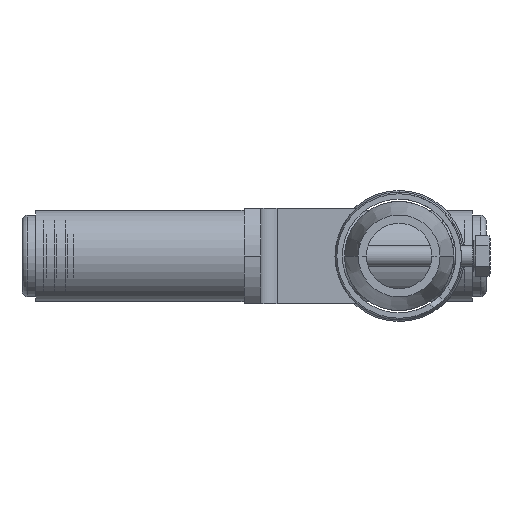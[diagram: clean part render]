
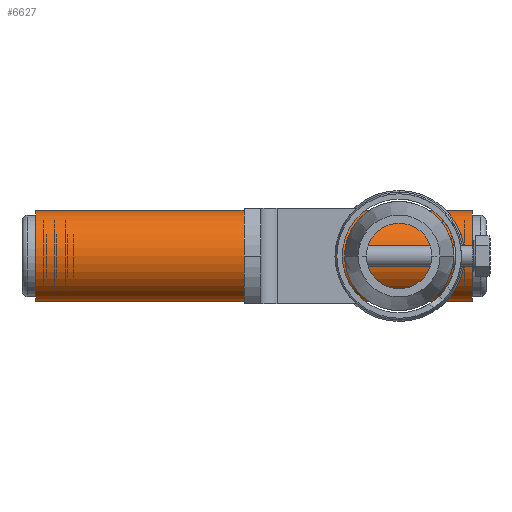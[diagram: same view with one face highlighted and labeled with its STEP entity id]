
A CAD part, front view. The second image highlights one B-rep face of the part: STEP entity #6627.
In plain terms, the highlighted cylindrical face has radius 16.85 mm (diameter 33.7 mm), a partial arc.
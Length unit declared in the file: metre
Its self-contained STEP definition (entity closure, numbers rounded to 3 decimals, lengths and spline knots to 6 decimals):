
#584 = CARTESIAN_POINT ( 'NONE',  ( -0.048777, 0.823832, 0.022383 ) ) ;
#648 = EDGE_CURVE ( 'NONE', #3234, #5331, #3122, .T. ) ;
#736 = EDGE_CURVE ( 'NONE', #5331, #3031, #4439, .T. ) ;
#1306 = FACE_OUTER_BOUND ( 'NONE', #4441, .T. ) ;
#1979 = DIRECTION ( 'NONE',  ( 1., 0., 0. ) ) ;
#2127 = DIRECTION ( 'NONE',  ( -1., 0., 0. ) ) ;
#2711 = CARTESIAN_POINT ( 'NONE',  ( 0.111223, 0.823832, -0.011317 ) ) ;
#3006 = VERTEX_POINT ( 'NONE', #2711 ) ;
#3031 = VERTEX_POINT ( 'NONE', #4189 ) ;
#3122 = CIRCLE ( 'NONE', #6158, 0.01685 ) ;
#3234 = VERTEX_POINT ( 'NONE', #6988 ) ;
#3255 = DIRECTION ( 'NONE',  ( 1., 0., 0. ) ) ;
#3310 = CIRCLE ( 'NONE', #7864, 0.01685 ) ;
#3832 = CYLINDRICAL_SURFACE ( 'NONE', #5263, 0.01685 ) ;
#4189 = CARTESIAN_POINT ( 'NONE',  ( 0.111223, 0.823832, 0.022383 ) ) ;
#4439 = LINE ( 'NONE', #584, #7275 ) ;
#4441 = EDGE_LOOP ( 'NONE', ( #6583, #6185, #7504, #7502 ) ) ;
#4616 = DIRECTION ( 'NONE',  ( 1., 0., 0. ) ) ;
#4624 = DIRECTION ( 'NONE',  ( -1., 0., 0. ) ) ;
#5137 = DIRECTION ( 'NONE',  ( 0., 0., 1. ) ) ;
#5174 = CARTESIAN_POINT ( 'NONE',  ( -0.048777, 0.823832, 0.005533 ) ) ;
#5263 = AXIS2_PLACEMENT_3D ( 'NONE', #5174, #4616, #5137 ) ;
#5331 = VERTEX_POINT ( 'NONE', #7783 ) ;
#5494 = EDGE_CURVE ( 'NONE', #3006, #3031, #3310, .T. ) ;
#6076 = DIRECTION ( 'NONE',  ( 0., 0., -1. ) ) ;
#6119 = EDGE_CURVE ( 'NONE', #3234, #3006, #7889, .T. ) ;
#6158 = AXIS2_PLACEMENT_3D ( 'NONE', #7942, #4624, #6076 ) ;
#6185 = ORIENTED_EDGE ( 'NONE', *, *, #6119, .T. ) ;
#6214 = VECTOR ( 'NONE', #3255, 1. ) ;
#6583 = ORIENTED_EDGE ( 'NONE', *, *, #648, .F. ) ;
#6627 = ADVANCED_FACE ( 'NONE', ( #1306 ), #3832, .T. ) ;
#6988 = CARTESIAN_POINT ( 'NONE',  ( -0.048777, 0.823832, -0.011317 ) ) ;
#7275 = VECTOR ( 'NONE', #1979, 1. ) ;
#7311 = CARTESIAN_POINT ( 'NONE',  ( 0.111223, 0.823832, 0.005533 ) ) ;
#7502 = ORIENTED_EDGE ( 'NONE', *, *, #736, .F. ) ;
#7504 = ORIENTED_EDGE ( 'NONE', *, *, #5494, .T. ) ;
#7783 = CARTESIAN_POINT ( 'NONE',  ( -0.048777, 0.823832, 0.022383 ) ) ;
#7864 = AXIS2_PLACEMENT_3D ( 'NONE', #7311, #2127, #7910 ) ;
#7889 = LINE ( 'NONE', #7929, #6214 ) ;
#7910 = DIRECTION ( 'NONE',  ( 0., 0., -1. ) ) ;
#7929 = CARTESIAN_POINT ( 'NONE',  ( -0.048777, 0.823832, -0.011317 ) ) ;
#7942 = CARTESIAN_POINT ( 'NONE',  ( -0.048777, 0.823832, 0.005533 ) ) ;
